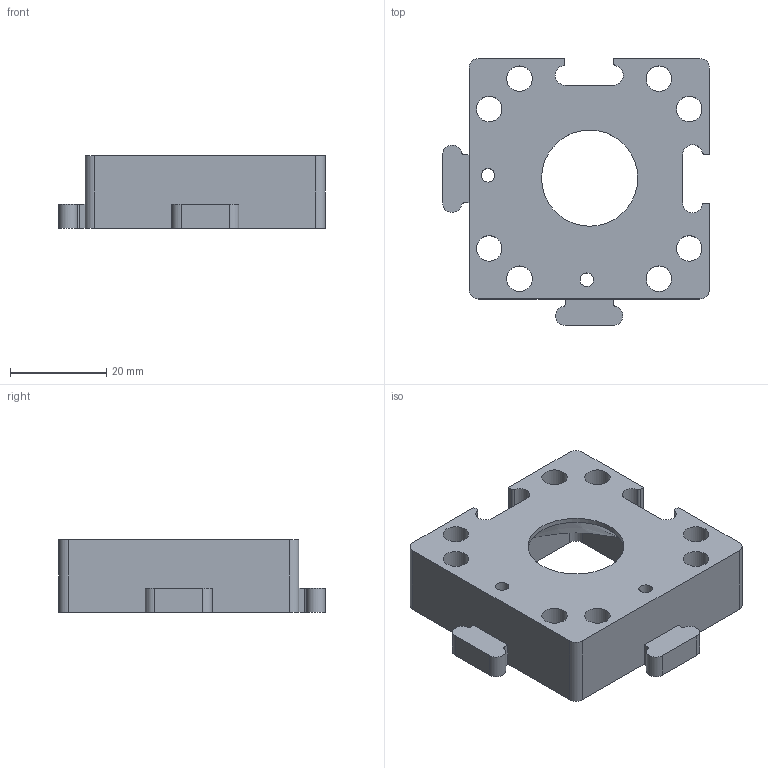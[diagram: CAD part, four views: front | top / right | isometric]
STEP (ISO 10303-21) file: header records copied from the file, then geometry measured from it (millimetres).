
FILE_DESCRIPTION(/* description */ (''),/* implementation_level */ '2;1');
FILE_NAME(/* name */ '30_Cube_Chipadapter_Fluicis.ipt.step',/* time_stamp */ '2022-11-29T08:15:09+01:00',/* author */ ('diederichbenedict'),/* organization */ (''),/* preprocessor_version */ 'ST-DEVELOPER v18.1',/* originating_system */ 'Autodesk Inventor 2022',/* authorisation */ '');
FILE_SCHEMA (('AUTOMOTIVE_DESIGN { 1 0 10303 214 3 1 1 }'));
Length unit declared in the file: millimetre
Products named in the file (1): 30_Cube_Chipadapter_Fluicis
Bounding box: 55.5 x 55.5 x 15 mm (x, y, z)
Volume: 21066.7 mm3; surface area: 10918.8 mm2
Topology: 1 solids, 1 shells, 66 faces, 191 edges, 127 vertices
Faces by surface type: cylinder 35, plane 30, cone 1
Full cylindrical faces by diameter (mm): 2.8 x2, 5.3 x8, 20 x1
Entity records: 2281 total; most frequent: CARTESIAN_POINT 395, DIRECTION 394, ORIENTED_EDGE 382, EDGE_CURVE 191, AXIS2_PLACEMENT_3D 141, VERTEX_POINT 127, LINE 112, VECTOR 112
